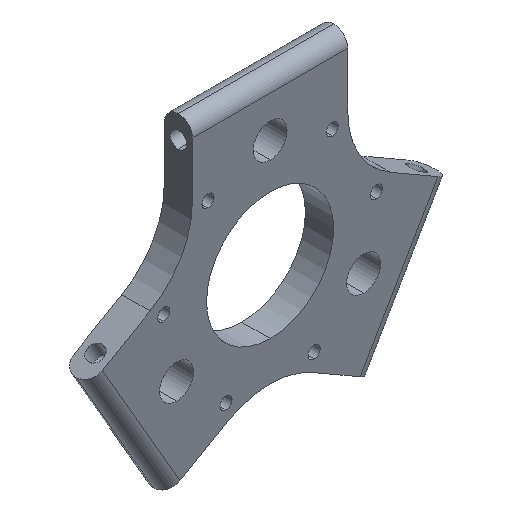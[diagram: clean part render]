
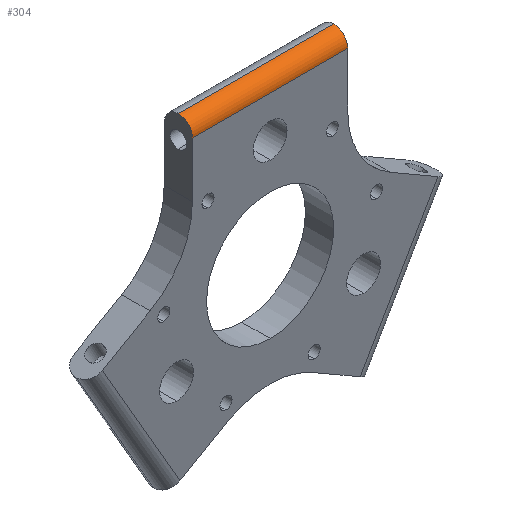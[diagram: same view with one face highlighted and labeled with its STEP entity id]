
A CAD part, isometric view. The second image highlights one B-rep face of the part: STEP entity #304.
In plain terms, the highlighted cylindrical face has radius 5 mm (diameter 10 mm), a partial arc.
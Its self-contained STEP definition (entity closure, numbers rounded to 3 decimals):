
#59 = CARTESIAN_POINT ( 'NONE',  ( -27.5, 0., 57.735 ) ) ;
#165 = ORIENTED_EDGE ( 'NONE', *, *, #2109, .T. ) ;
#166 = AXIS2_PLACEMENT_3D ( 'NONE', #681, #1927, #540 ) ;
#304 = ADVANCED_FACE ( 'NONE', ( #608 ), #622, .T. ) ;
#396 = AXIS2_PLACEMENT_3D ( 'NONE', #967, #1815, #444 ) ;
#401 = VERTEX_POINT ( 'NONE', #487 ) ;
#427 = VECTOR ( 'NONE', #1950, 1000. ) ;
#444 = DIRECTION ( 'NONE',  ( 0., 0., -1. ) ) ;
#487 = CARTESIAN_POINT ( 'NONE',  ( -27.5, 0., 57.735 ) ) ;
#540 = DIRECTION ( 'NONE',  ( 0., 0., 1. ) ) ;
#552 = CARTESIAN_POINT ( 'NONE',  ( 27.5, 0., 57.735 ) ) ;
#572 = CARTESIAN_POINT ( 'NONE',  ( -27.5, 0., 52.735 ) ) ;
#608 = FACE_OUTER_BOUND ( 'NONE', #918, .T. ) ;
#622 = CYLINDRICAL_SURFACE ( 'NONE', #396, 5. ) ;
#637 = VERTEX_POINT ( 'NONE', #552 ) ;
#681 = CARTESIAN_POINT ( 'NONE',  ( 27.5, 0., 52.735 ) ) ;
#715 = CIRCLE ( 'NONE', #2044, 5. ) ;
#738 = CARTESIAN_POINT ( 'NONE',  ( -57.5, -5., 52.735 ) ) ;
#773 = CARTESIAN_POINT ( 'NONE',  ( 27.5, -5., 52.735 ) ) ;
#913 = LINE ( 'NONE', #59, #427 ) ;
#918 = EDGE_LOOP ( 'NONE', ( #2215, #2178, #979, #165 ) ) ;
#967 = CARTESIAN_POINT ( 'NONE',  ( -27.5, 0., 52.735 ) ) ;
#979 = ORIENTED_EDGE ( 'NONE', *, *, #1044, .F. ) ;
#1044 = EDGE_CURVE ( 'NONE', #637, #1615, #2203, .T. ) ;
#1104 = CARTESIAN_POINT ( 'NONE',  ( -27.5, -5., 52.735 ) ) ;
#1133 = EDGE_CURVE ( 'NONE', #1198, #401, #715, .T. ) ;
#1198 = VERTEX_POINT ( 'NONE', #1104 ) ;
#1307 = DIRECTION ( 'NONE',  ( -1., 0., 0. ) ) ;
#1602 = EDGE_CURVE ( 'NONE', #1615, #1198, #2006, .T. ) ;
#1615 = VERTEX_POINT ( 'NONE', #773 ) ;
#1656 = DIRECTION ( 'NONE',  ( -1., 0., 0. ) ) ;
#1815 = DIRECTION ( 'NONE',  ( 1., 0., 0. ) ) ;
#1893 = VECTOR ( 'NONE', #1307, 1000. ) ;
#1927 = DIRECTION ( 'NONE',  ( 1., 0., 0. ) ) ;
#1950 = DIRECTION ( 'NONE',  ( -1., 0., 0. ) ) ;
#2006 = LINE ( 'NONE', #738, #1893 ) ;
#2044 = AXIS2_PLACEMENT_3D ( 'NONE', #572, #1656, #2180 ) ;
#2109 = EDGE_CURVE ( 'NONE', #637, #401, #913, .T. ) ;
#2178 = ORIENTED_EDGE ( 'NONE', *, *, #1602, .F. ) ;
#2180 = DIRECTION ( 'NONE',  ( 0., 0., -1. ) ) ;
#2203 = CIRCLE ( 'NONE', #166, 5. ) ;
#2215 = ORIENTED_EDGE ( 'NONE', *, *, #1133, .F. ) ;
